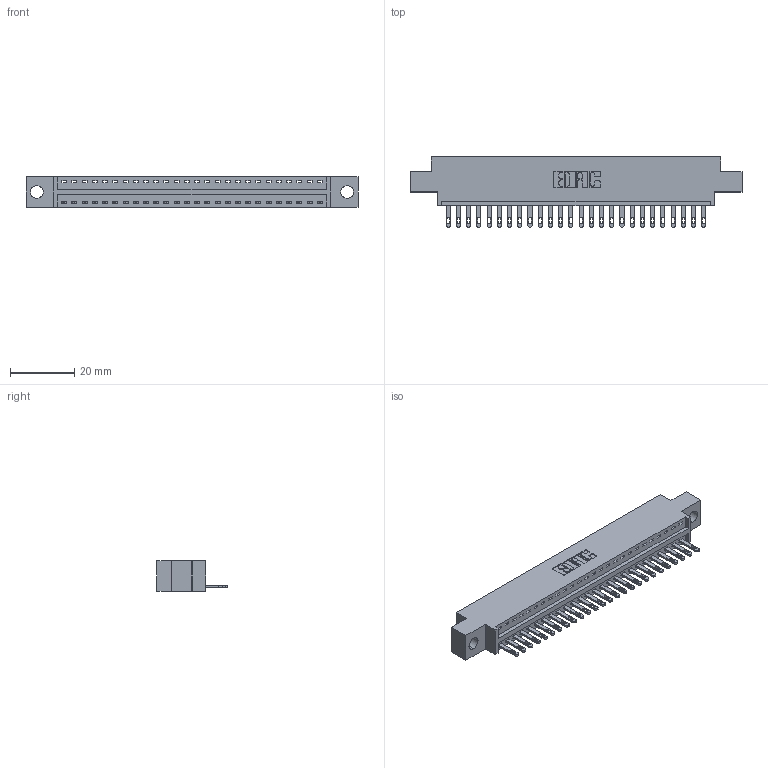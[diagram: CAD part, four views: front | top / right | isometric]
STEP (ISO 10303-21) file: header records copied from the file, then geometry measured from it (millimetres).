
FILE_DESCRIPTION (( 'STEP AP203' ), '1' );
FILE_NAME ('896-026-500-604.STEP', '2021-07-27T17:57:16', ( '' ), ( '' ), 'SwSTEP 2.0', 'SolidWorks 2020', '' );
FILE_SCHEMA (( 'CONFIG_CONTROL_DESIGN' ));
Length unit declared in the file: inch
Products named in the file (3): 896-026-500-604; 846 Part_0.170 Offset - 0.156 Dia-TH; 345-292-001_345-293-100
Assembly tree (27 placements, depth 2):
  896-026-500-604
    846 Part_0.170 Offset - 0.156 Dia-TH
    345-292-001_345-293-100  x26
Bounding box: 103.12 x 21.84 x 9.4 mm (x, y, z)
Volume: 9534.6 mm3; surface area: 11770.3 mm2
Topology: 27 solids, 27 shells, 1530 faces, 4709 edges, 3138 vertices
Faces by surface type: plane 964, cylinder 566
Entity records: 18355 total; most frequent: CARTESIAN_POINT 3158, ORIENTED_EDGE 3118, DIRECTION 2807, EDGE_CURVE 1559, LINE 1319, VECTOR 1319, VERTEX_POINT 1038, AXIS2_PLACEMENT_3D 744
